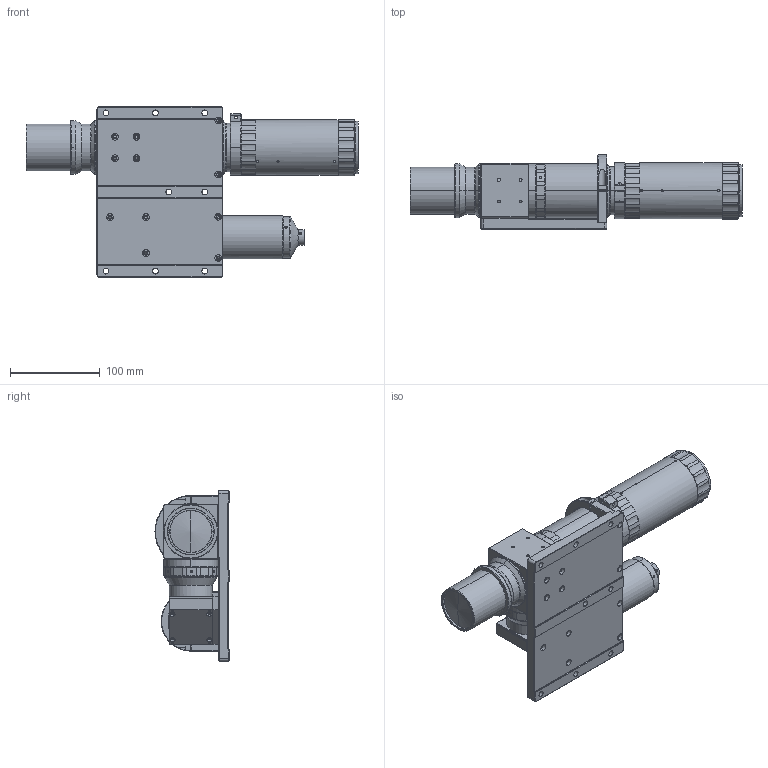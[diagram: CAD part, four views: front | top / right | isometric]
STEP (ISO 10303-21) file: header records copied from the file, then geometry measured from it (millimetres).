
FILE_DESCRIPTION (( 'STEP AP203' ), '1' );
FILE_NAME ('DTCA35F-11C-G-M58-ALV3(8),.STEP', '2023-06-16T08:43:16', ( '' ), ( '' ), 'SwSTEP 2.0', 'SolidWorks 2017', '' );
FILE_SCHEMA (( 'CONFIG_CONTROL_DESIGN' ));
Length unit declared in the file: millimetre
Products named in the file (1): DTCA35F-11C-G-M58-ALV3(8),
Bounding box: 369.4 x 82.53 x 190 mm (x, y, z)
Volume: 1727662.7 mm3; surface area: 234126 mm2
Topology: 6 solids, 6 shells, 1424 faces, 3512 edges, 2160 vertices
Faces by surface type: cylinder 554, cone 421, plane 421, bspline 28
Entity records: 45633 total; most frequent: CARTESIAN_POINT 11877, DIRECTION 7237, ORIENTED_EDGE 6984, EDGE_CURVE 3492, AXIS2_PLACEMENT_3D 2926, VERTEX_POINT 2160, EDGE_LOOP 1618, CIRCLE 1529
